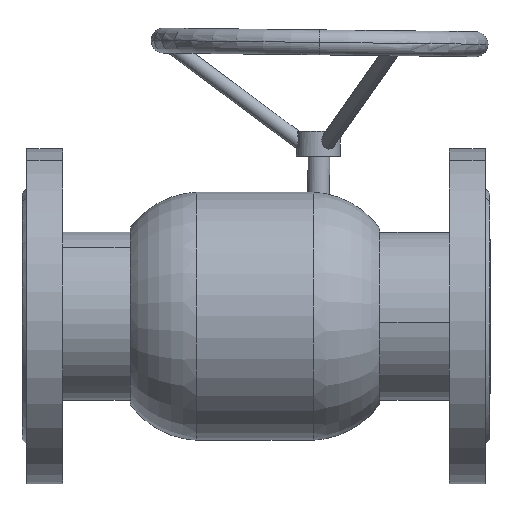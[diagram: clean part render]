
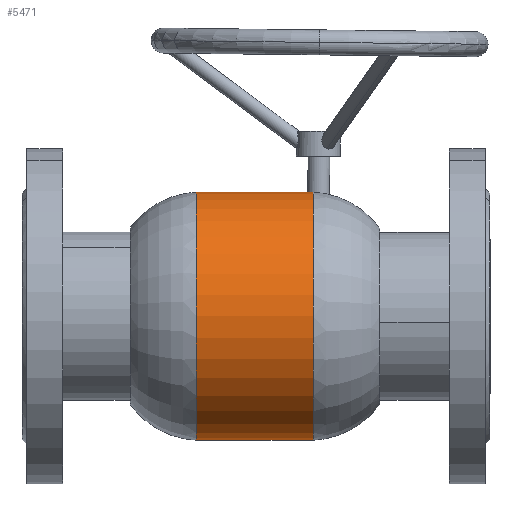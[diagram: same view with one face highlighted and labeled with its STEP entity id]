
A CAD part, front view. The second image highlights one B-rep face of the part: STEP entity #5471.
In plain terms, the highlighted cylindrical face has radius 79.5 mm (diameter 159 mm), a partial arc.
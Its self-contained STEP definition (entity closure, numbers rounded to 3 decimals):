
#108 = CIRCLE ( 'NONE', #6737, 79.5 ) ;
#599 = VECTOR ( 'NONE', #4160, 1000. ) ;
#710 = ORIENTED_EDGE ( 'NONE', *, *, #20821, .F. ) ;
#3083 = EDGE_CURVE ( 'NONE', #11019, #3118, #108, .T. ) ;
#3118 = VERTEX_POINT ( 'NONE', #4282 ) ;
#3934 = CARTESIAN_POINT ( 'NONE',  ( -37.5, 0., 0. ) ) ;
#4160 = DIRECTION ( 'NONE',  ( -1., 0., 0. ) ) ;
#4282 = CARTESIAN_POINT ( 'NONE',  ( 37.5, 0., 79.5 ) ) ;
#5471 = ADVANCED_FACE ( 'NONE', ( #23557 ), #12679, .T. ) ;
#6135 = CARTESIAN_POINT ( 'NONE',  ( 0., 0., 79.5 ) ) ;
#6737 = AXIS2_PLACEMENT_3D ( 'NONE', #17379, #9807, #13468 ) ;
#6865 = EDGE_LOOP ( 'NONE', ( #710, #19537, #9305, #21957 ) ) ;
#7193 = DIRECTION ( 'NONE',  ( 0., 0., 1. ) ) ;
#7998 = CARTESIAN_POINT ( 'NONE',  ( -37.5, 0., -79.5 ) ) ;
#8236 = VERTEX_POINT ( 'NONE', #7998 ) ;
#9051 = LINE ( 'NONE', #20306, #21194 ) ;
#9305 = ORIENTED_EDGE ( 'NONE', *, *, #10988, .T. ) ;
#9461 = DIRECTION ( 'NONE',  ( 0., 0., 1. ) ) ;
#9685 = CARTESIAN_POINT ( 'NONE',  ( 37.5, 0., -79.5 ) ) ;
#9807 = DIRECTION ( 'NONE',  ( -1., 0., 0. ) ) ;
#10988 = EDGE_CURVE ( 'NONE', #3118, #23910, #19097, .T. ) ;
#11019 = VERTEX_POINT ( 'NONE', #9685 ) ;
#11516 = CARTESIAN_POINT ( 'NONE',  ( -37.5, 0., 79.5 ) ) ;
#12679 = CYLINDRICAL_SURFACE ( 'NONE', #18250, 79.5 ) ;
#12717 = DIRECTION ( 'NONE',  ( -1., 0., 0. ) ) ;
#13468 = DIRECTION ( 'NONE',  ( 0., 0., 1. ) ) ;
#14101 = CIRCLE ( 'NONE', #15669, 79.5 ) ;
#15184 = DIRECTION ( 'NONE',  ( -1., 0., 0. ) ) ;
#15669 = AXIS2_PLACEMENT_3D ( 'NONE', #3934, #15184, #9461 ) ;
#16289 = EDGE_CURVE ( 'NONE', #8236, #23910, #14101, .T. ) ;
#17379 = CARTESIAN_POINT ( 'NONE',  ( 37.5, 0., 0. ) ) ;
#17928 = DIRECTION ( 'NONE',  ( -1., 0., 0. ) ) ;
#18250 = AXIS2_PLACEMENT_3D ( 'NONE', #21968, #17928, #7193 ) ;
#19097 = LINE ( 'NONE', #6135, #599 ) ;
#19537 = ORIENTED_EDGE ( 'NONE', *, *, #3083, .T. ) ;
#20306 = CARTESIAN_POINT ( 'NONE',  ( 0., 0., -79.5 ) ) ;
#20821 = EDGE_CURVE ( 'NONE', #11019, #8236, #9051, .T. ) ;
#21194 = VECTOR ( 'NONE', #12717, 1000. ) ;
#21957 = ORIENTED_EDGE ( 'NONE', *, *, #16289, .F. ) ;
#21968 = CARTESIAN_POINT ( 'NONE',  ( 0., 0., 0. ) ) ;
#23557 = FACE_OUTER_BOUND ( 'NONE', #6865, .T. ) ;
#23910 = VERTEX_POINT ( 'NONE', #11516 ) ;
